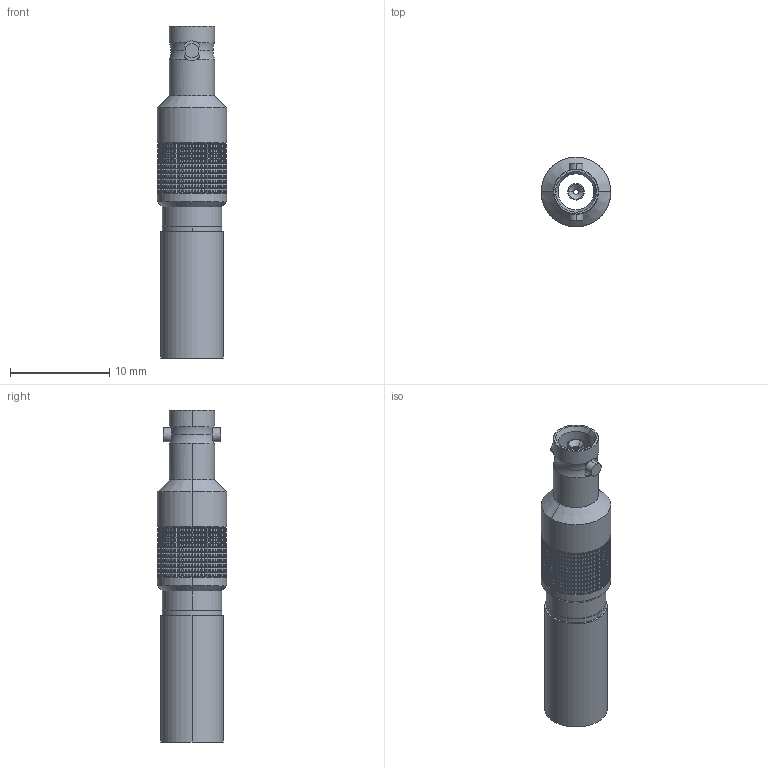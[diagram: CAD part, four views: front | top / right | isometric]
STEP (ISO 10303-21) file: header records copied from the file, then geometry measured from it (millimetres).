
FILE_DESCRIPTION (( 'STEP AP214' ), '1' );
FILE_NAME ('67-054-B66-FA.STEP', '2024-07-30T15:01:46', ( '' ), ( '' ), 'SwSTEP 2.0', 'SolidWorks 2023', '' );
FILE_SCHEMA (( 'AUTOMOTIVE_DESIGN' ));
Length unit declared in the file: millimetre
Products named in the file (1): 67-054-B66-FA
Bounding box: 7 x 7 x 33.4 mm (x, y, z)
Surface area: 1052.2 mm2 (no closed solid volume)
Topology: 0 solids, 5 shells, 3467 faces, 7029 edges, 3567 vertices
Faces by surface type: cone 1376, plane 1371, cylinder 714, torus 6
Entity records: 89054 total; most frequent: CARTESIAN_POINT 22334, ORIENTED_EDGE 14042, DIRECTION 13408, EDGE_CURVE 7029, AXIS2_PLACEMENT_3D 5661, VERTEX_POINT 3567, EDGE_LOOP 3472, ADVANCED_FACE 3467
